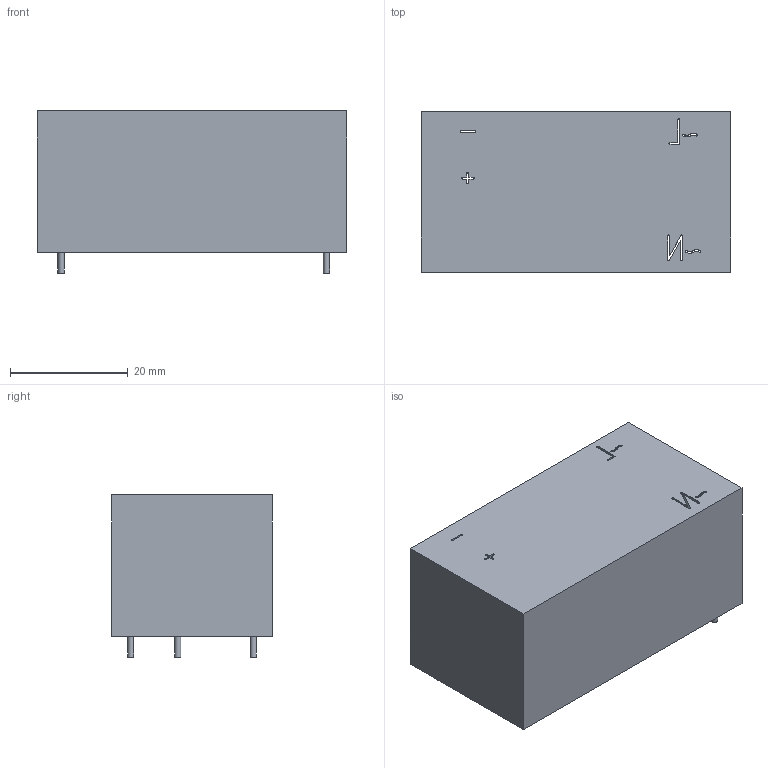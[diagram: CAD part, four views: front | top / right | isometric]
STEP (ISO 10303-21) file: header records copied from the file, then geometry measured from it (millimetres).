
FILE_DESCRIPTION(('STEP AP214'), '1');
FILE_NAME('IRM-20-12', '', ('UNSPECIFIED'), ('UNSPECIFIED'), 'ASCON STEP Converter 1.3', 'ASCON Math Kernel', '');
FILE_SCHEMA(('AUTOMOTIVE_DESIGN { 1 0 10303 214 3 1 1}'));
Length unit declared in the file: millimetre
Bounding box: 52.4 x 27.2 x 27.5 mm (x, y, z)
Volume: 33975.6 mm3; surface area: 8156.9 mm2
Topology: 1 solids, 1 shells, 197 faces, 573 edges, 382 vertices
Faces by surface type: cylinder 104, plane 93
Full cylindrical faces by diameter (mm): 1.04 x4
Entity records: 8199 total; most frequent: DIRECTION 1173, CARTESIAN_POINT 1149, ORIENTED_EDGE 1138, EDGE_CURVE 569, AXIS2_PLACEMENT_3D 406, VERTEX_POINT 382, LINE 361, VECTOR 361
